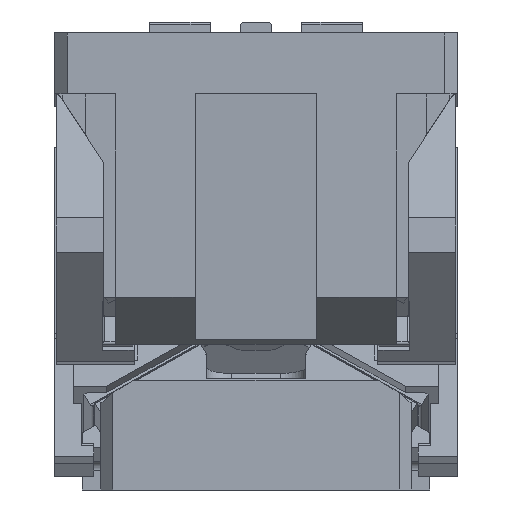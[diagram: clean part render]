
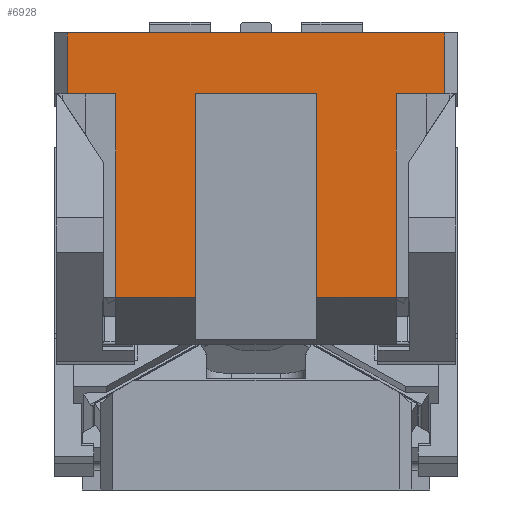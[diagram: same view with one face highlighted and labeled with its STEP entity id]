
A CAD part, left-side view. The second image highlights one B-rep face of the part: STEP entity #6928.
In plain terms, the highlighted planar face has unit normal (-1, 0, 0).
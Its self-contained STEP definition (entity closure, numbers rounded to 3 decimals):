
#267=CARTESIAN_POINT('Vertex',(-415.,115.,145.)) ;
#270=CARTESIAN_POINT('Line Origine',(-415.,135.,145.)) ;
#274=CARTESIAN_POINT('Vertex',(-415.,155.,145.)) ;
#5073=CARTESIAN_POINT('Vertex',(-415.,-115.,145.)) ;
#5076=CARTESIAN_POINT('Line Origine',(-415.,-115.,61.581)) ;
#5080=CARTESIAN_POINT('Vertex',(-415.,-115.,-21.838)) ;
#6830=CARTESIAN_POINT('Vertex',(-415.,-155.,195.)) ;
#6833=CARTESIAN_POINT('Line Origine',(-415.,-155.,170.)) ;
#6837=CARTESIAN_POINT('Vertex',(-415.,-155.,145.)) ;
#6852=CARTESIAN_POINT('Axis2P3D Location',(-415.,-165.,145.)) ;
#6857=CARTESIAN_POINT('Line Origine',(-415.,115.,61.581)) ;
#6861=CARTESIAN_POINT('Vertex',(-415.,115.,-21.838)) ;
#6864=CARTESIAN_POINT('Line Origine',(-415.,82.5,-21.838)) ;
#6868=CARTESIAN_POINT('Vertex',(-415.,50.,-21.838)) ;
#6871=CARTESIAN_POINT('Line Origine',(-415.,50.,61.581)) ;
#6875=CARTESIAN_POINT('Vertex',(-415.,50.,145.)) ;
#6878=CARTESIAN_POINT('Line Origine',(-415.,0.,145.)) ;
#6882=CARTESIAN_POINT('Vertex',(-415.,-50.,145.)) ;
#6885=CARTESIAN_POINT('Line Origine',(-415.,-50.,61.581)) ;
#6889=CARTESIAN_POINT('Vertex',(-415.,-50.,-21.838)) ;
#6892=CARTESIAN_POINT('Line Origine',(-415.,-82.5,-21.838)) ;
#6897=CARTESIAN_POINT('Line Origine',(-415.,-135.,145.)) ;
#6902=CARTESIAN_POINT('Line Origine',(-415.,0.,195.)) ;
#6906=CARTESIAN_POINT('Vertex',(-415.,155.,195.)) ;
#6909=CARTESIAN_POINT('Line Origine',(-415.,155.,170.)) ;
#271=DIRECTION('Vector Direction',(0.,1.,0.)) ;
#5077=DIRECTION('Vector Direction',(0.,0.,-1.)) ;
#6834=DIRECTION('Vector Direction',(0.,0.,1.)) ;
#6853=DIRECTION('Axis2P3D Direction',(1.,0.,0.)) ;
#6854=DIRECTION('Axis2P3D XDirection',(0.,1.,0.)) ;
#6858=DIRECTION('Vector Direction',(0.,0.,-1.)) ;
#6865=DIRECTION('Vector Direction',(0.,1.,0.)) ;
#6872=DIRECTION('Vector Direction',(0.,0.,-1.)) ;
#6879=DIRECTION('Vector Direction',(0.,1.,0.)) ;
#6886=DIRECTION('Vector Direction',(0.,0.,-1.)) ;
#6893=DIRECTION('Vector Direction',(0.,1.,0.)) ;
#6898=DIRECTION('Vector Direction',(0.,1.,0.)) ;
#6903=DIRECTION('Vector Direction',(0.,1.,0.)) ;
#6910=DIRECTION('Vector Direction',(0.,0.,-1.)) ;
#6855=AXIS2_PLACEMENT_3D('Plane Axis2P3D',#6852,#6853,#6854) ;
#6915=ORIENTED_EDGE('',*,*,#276,.F.) ;
#6916=ORIENTED_EDGE('',*,*,#6863,.T.) ;
#6917=ORIENTED_EDGE('',*,*,#6870,.T.) ;
#6918=ORIENTED_EDGE('',*,*,#6877,.F.) ;
#6919=ORIENTED_EDGE('',*,*,#6884,.F.) ;
#6920=ORIENTED_EDGE('',*,*,#6891,.T.) ;
#6921=ORIENTED_EDGE('',*,*,#6896,.T.) ;
#6922=ORIENTED_EDGE('',*,*,#5082,.F.) ;
#6923=ORIENTED_EDGE('',*,*,#6901,.F.) ;
#6924=ORIENTED_EDGE('',*,*,#6839,.T.) ;
#6925=ORIENTED_EDGE('',*,*,#6908,.T.) ;
#6926=ORIENTED_EDGE('',*,*,#6913,.T.) ;
#272=VECTOR('Line Direction',#271,1.) ;
#5078=VECTOR('Line Direction',#5077,1.) ;
#6835=VECTOR('Line Direction',#6834,1.) ;
#6859=VECTOR('Line Direction',#6858,1.) ;
#6866=VECTOR('Line Direction',#6865,1.) ;
#6873=VECTOR('Line Direction',#6872,1.) ;
#6880=VECTOR('Line Direction',#6879,1.) ;
#6887=VECTOR('Line Direction',#6886,1.) ;
#6894=VECTOR('Line Direction',#6893,1.) ;
#6899=VECTOR('Line Direction',#6898,1.) ;
#6904=VECTOR('Line Direction',#6903,1.) ;
#6911=VECTOR('Line Direction',#6910,1.) ;
#6928=ADVANCED_FACE('CAM HOLDER',(#6927),#6856,.F.) ;
#276=EDGE_CURVE('',#268,#275,#273,.T.) ;
#5082=EDGE_CURVE('',#5074,#5081,#5079,.T.) ;
#6839=EDGE_CURVE('',#6838,#6831,#6836,.T.) ;
#6863=EDGE_CURVE('',#268,#6862,#6860,.T.) ;
#6870=EDGE_CURVE('',#6862,#6869,#6867,.F.) ;
#6877=EDGE_CURVE('',#6876,#6869,#6874,.T.) ;
#6884=EDGE_CURVE('',#6883,#6876,#6881,.T.) ;
#6891=EDGE_CURVE('',#6883,#6890,#6888,.T.) ;
#6896=EDGE_CURVE('',#6890,#5081,#6895,.F.) ;
#6901=EDGE_CURVE('',#6838,#5074,#6900,.T.) ;
#6908=EDGE_CURVE('',#6831,#6907,#6905,.T.) ;
#6913=EDGE_CURVE('',#6907,#275,#6912,.T.) ;
#6914=EDGE_LOOP('',(#6915,#6916,#6917,#6918,#6919,#6920,#6921,#6922,#6923,#6924,#6925,#6926)) ;
#6927=FACE_OUTER_BOUND('',#6914,.T.) ;
#273=LINE('Line',#270,#272) ;
#5079=LINE('Line',#5076,#5078) ;
#6836=LINE('Line',#6833,#6835) ;
#6860=LINE('Line',#6857,#6859) ;
#6867=LINE('Line',#6864,#6866) ;
#6874=LINE('Line',#6871,#6873) ;
#6881=LINE('Line',#6878,#6880) ;
#6888=LINE('Line',#6885,#6887) ;
#6895=LINE('Line',#6892,#6894) ;
#6900=LINE('Line',#6897,#6899) ;
#6905=LINE('Line',#6902,#6904) ;
#6912=LINE('Line',#6909,#6911) ;
#6856=PLANE('Plane',#6855) ;
#268=VERTEX_POINT('',#267) ;
#275=VERTEX_POINT('',#274) ;
#5074=VERTEX_POINT('',#5073) ;
#5081=VERTEX_POINT('',#5080) ;
#6831=VERTEX_POINT('',#6830) ;
#6838=VERTEX_POINT('',#6837) ;
#6862=VERTEX_POINT('',#6861) ;
#6869=VERTEX_POINT('',#6868) ;
#6876=VERTEX_POINT('',#6875) ;
#6883=VERTEX_POINT('',#6882) ;
#6890=VERTEX_POINT('',#6889) ;
#6907=VERTEX_POINT('',#6906) ;
